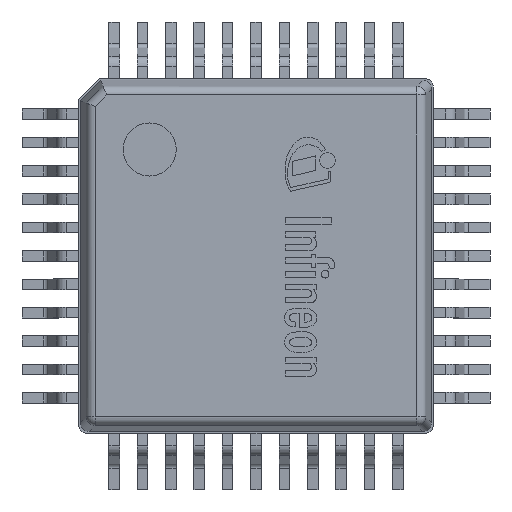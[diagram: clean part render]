
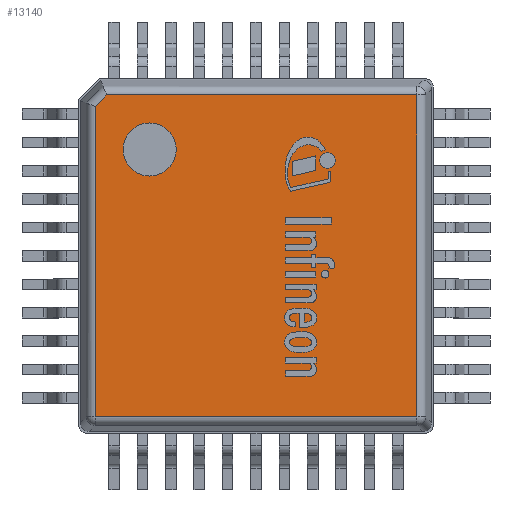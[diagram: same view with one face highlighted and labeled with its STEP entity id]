
A CAD part, top view. The second image highlights one B-rep face of the part: STEP entity #13140.
In plain terms, the highlighted planar face has unit normal (0, 0, 1).
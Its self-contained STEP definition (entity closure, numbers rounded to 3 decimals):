
#89=FACE_BOUND('',#1601,.T.);
#422=CIRCLE('',#13984,0.75);
#819=FACE_OUTER_BOUND('',#1600,.T.);
#1600=EDGE_LOOP('',(#8732,#8733,#8734,#8735,#8736));
#1601=EDGE_LOOP('',(#8737));
#2408=LINE('',#19070,#3928);
#2409=LINE('',#19072,#3929);
#2410=LINE('',#19074,#3930);
#2411=LINE('',#19076,#3931);
#2412=LINE('',#19077,#3932);
#3928=VECTOR('',#15216,1000.);
#3929=VECTOR('',#15217,1000.);
#3930=VECTOR('',#15218,1000.);
#3931=VECTOR('',#15219,1000.);
#3932=VECTOR('',#15220,1000.);
#5428=VERTEX_POINT('',#19025);
#5445=VERTEX_POINT('',#19068);
#5446=VERTEX_POINT('',#19069);
#5447=VERTEX_POINT('',#19071);
#5448=VERTEX_POINT('',#19073);
#5449=VERTEX_POINT('',#19075);
#6732=EDGE_CURVE('',#5428,#5428,#422,.T.);
#6751=EDGE_CURVE('',#5445,#5446,#2408,.T.);
#6752=EDGE_CURVE('',#5446,#5447,#2409,.T.);
#6753=EDGE_CURVE('',#5447,#5448,#2410,.T.);
#6754=EDGE_CURVE('',#5448,#5449,#2411,.T.);
#6755=EDGE_CURVE('',#5449,#5445,#2412,.T.);
#8732=ORIENTED_EDGE('',*,*,#6751,.T.);
#8733=ORIENTED_EDGE('',*,*,#6752,.T.);
#8734=ORIENTED_EDGE('',*,*,#6753,.T.);
#8735=ORIENTED_EDGE('',*,*,#6754,.T.);
#8736=ORIENTED_EDGE('',*,*,#6755,.T.);
#8737=ORIENTED_EDGE('',*,*,#6732,.F.);
#12580=PLANE('',#13990);
#13140=ADVANCED_FACE('',(#819,#89),#12580,.T.);
#13984=AXIS2_PLACEMENT_3D('',#19027,#15184,#15185);
#13990=AXIS2_PLACEMENT_3D('',#19067,#15214,#15215);
#15184=DIRECTION('center_axis',(0.,0.,1.));
#15185=DIRECTION('ref_axis',(0.,-1.,0.));
#15214=DIRECTION('center_axis',(0.,0.,1.));
#15215=DIRECTION('ref_axis',(0.,-1.,0.));
#15216=DIRECTION('',(-1.,0.,0.));
#15217=DIRECTION('',(-0.707,-0.707,0.));
#15218=DIRECTION('',(0.,-1.,0.));
#15219=DIRECTION('',(1.,0.,0.));
#15220=DIRECTION('',(0.,1.,0.));
#19025=CARTESIAN_POINT('',(-3.,3.75,2.45));
#19027=CARTESIAN_POINT('Origin',(-3.,3.,2.45));
#19067=CARTESIAN_POINT('Origin',(0.,0.,2.45));
#19068=CARTESIAN_POINT('',(4.54,4.54,2.45));
#19069=CARTESIAN_POINT('',(-4.21,4.54,2.45));
#19070=CARTESIAN_POINT('',(-4.293,4.54,2.45));
#19071=CARTESIAN_POINT('',(-4.54,4.21,2.45));
#19072=CARTESIAN_POINT('',(-4.6,4.15,2.45));
#19073=CARTESIAN_POINT('',(-4.54,-4.54,2.45));
#19074=CARTESIAN_POINT('',(-4.54,-4.743,2.45));
#19075=CARTESIAN_POINT('',(4.54,-4.54,2.45));
#19076=CARTESIAN_POINT('',(4.743,-4.54,2.45));
#19077=CARTESIAN_POINT('',(4.54,4.743,2.45));
